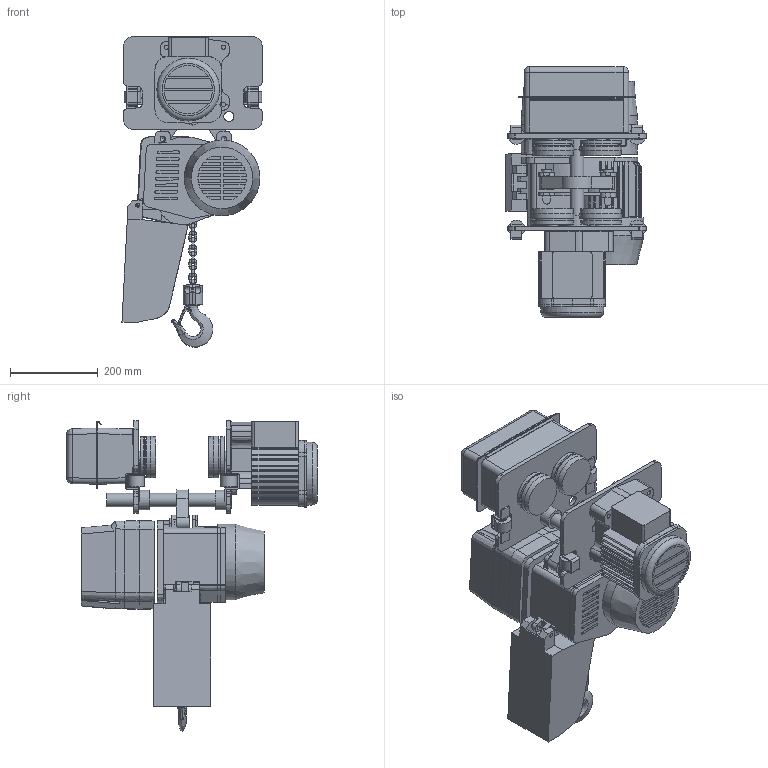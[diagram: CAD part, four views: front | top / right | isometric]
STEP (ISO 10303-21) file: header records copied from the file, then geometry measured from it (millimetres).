
FILE_DESCRIPTION(('STEP AP214'),'1');
FILE_NAME('KITO EQ Kättingtelfer 250-1 med elåkvagn.stp','2013-10-03T12:22:39',(' '),(' '),'Spatial InterOp 3D',' ',' ');
FILE_SCHEMA(('automotive_design'));
Length unit declared in the file: millimetre
Products named in the file (29): Assembly2; Part3; Part2; Part1; Assembly1; Part5; Part4; KITO EQ Kattingtelfer 250-1 med elakvagn; Part6
Assembly tree (37 placements, depth 6):
  KITO EQ Kattingtelfer 250-1 med elakvagn
    Assembly2
      Assembly2
        Part3
        Part2
        Part1
      Assembly1
        Part5
        Part4
        Part3
        Part2
        Part1
    Assembly1
      Part6
      Part5
      Part4
      Part3
      Part2
      Part1
      Assembly1
        Part2  x2
        Assembly2
          Part1  x8
        Assembly1
          Assembly2
            Part2
            Part1
          Assembly1
            Part2  x2
Bounding box: 318.93 x 570.5 x 705.51 mm (x, y, z)
Volume: 29329215.1 mm3; surface area: 2074533.6 mm2
Topology: 28 solids, 30 shells, 1489 faces, 4029 edges, 2632 vertices
Faces by surface type: plane 808, cylinder 355, bspline 238, cone 63, torus 22, sphere 3
Full cylindrical faces by diameter (mm): 1.4 x1, 4 x3, 5.4 x20, 6 x3, 6.2 x4, 8.4 x2, 9 x2, 10 x12, 11 x1, 12.2 x6, 17 x2, 17.3 x8, 23 x2, 25 x4, 31 x2, 32 x2, 38 x4, 45 x2, 80.5 x4, 92.2 x4, 95 x4, 137 x1, 172 x1
Entity records: 65374 total; most frequent: CARTESIAN_POINT 18564, ORIENTED_EDGE 7394, DIRECTION 6895, EDGE_CURVE 3697, VERTEX_POINT 2489, AXIS2_PLACEMENT_3D 2325, LINE 2245, VECTOR 2245
